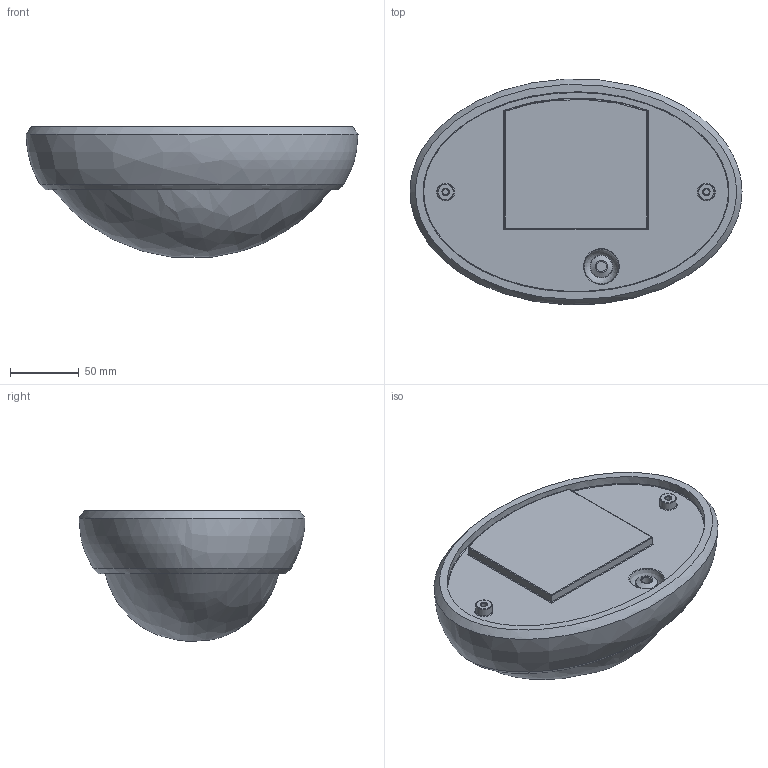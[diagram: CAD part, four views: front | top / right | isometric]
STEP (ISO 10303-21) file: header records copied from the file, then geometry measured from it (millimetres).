
FILE_DESCRIPTION (( 'STEP AP203' ), '1' );
FILE_NAME ('LDPO0-3040-12-4500-K01 Ñâåòèëüíèê ñâåòîäèîäíûé ÄÏÎ 3040 12Âò 4500K IP54 îâàë ïëàñòèê áåëûé IEK.STEP', '2018-01-22T08:46:12', ( '' ), ( '' ), 'SwSTEP 2.0', 'SolidWorks 2014', '' );
FILE_SCHEMA (( 'CONFIG_CONTROL_DESIGN' ));
Length unit declared in the file: millimetre
Products named in the file (1): LDPO0-3040-12-4500-K01 Ñâåòèëüíèê ñâåòîäèîäíûé ÄÏÎ 3040 12Âò 4500K IP54 îâàë ïëàñòèê áåëûé IEK
Bounding box: 242 x 164.71 x 95.23 mm (x, y, z)
Volume: 355339.9 mm3; surface area: 219717.8 mm2
Topology: 1 solids, 2 shells, 50 faces, 99 edges, 61 vertices
Faces by surface type: plane 13, bspline 13, cylinder 12, torus 11, cone 1
Full cylindrical faces by diameter (mm): 4.4 x2, 7.4 x1, 12 x2, 16.5 x1
Entity records: 11092 total; most frequent: CARTESIAN_POINT 10213, DIRECTION 138, ORIENTED_EDGE 130, EDGE_LOOP 88, FACE_OUTER_BOUND 75, EDGE_CURVE 65, AXIS2_PLACEMENT_3D 61, VERTEX_POINT 53
